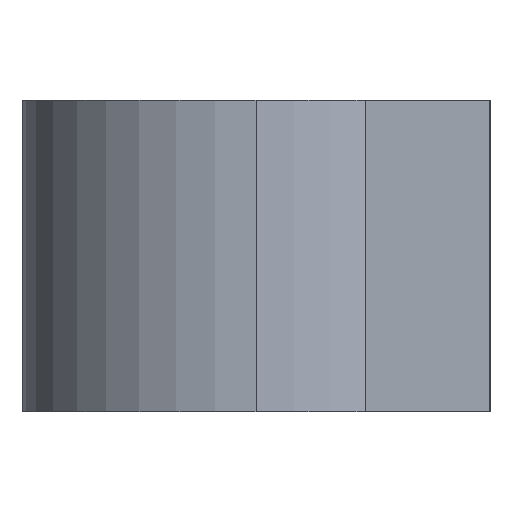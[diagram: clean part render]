
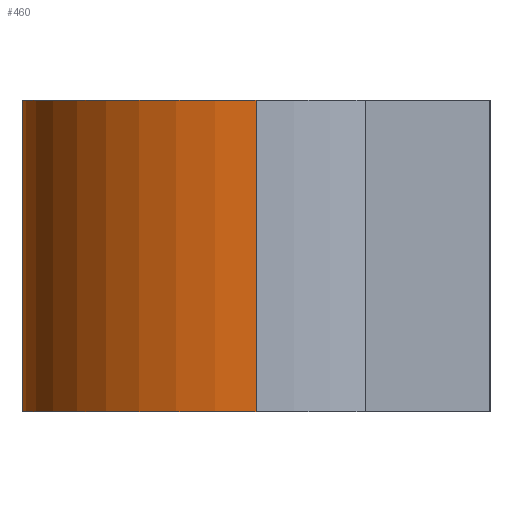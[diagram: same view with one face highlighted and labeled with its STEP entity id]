
A CAD part, left-side view. The second image highlights one B-rep face of the part: STEP entity #460.
In plain terms, the highlighted cylindrical face has radius 7.5 mm (diameter 15 mm), a partial arc.
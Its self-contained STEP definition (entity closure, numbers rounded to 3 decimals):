
#19 = AXIS2_PLACEMENT_3D ( 'NONE', #560, #558, #564 ) ;
#36 = AXIS2_PLACEMENT_3D ( 'NONE', #705, #706, #701 ) ;
#57 = CIRCLE ( 'NONE', #19, 7.5 ) ;
#100 = VECTOR ( 'NONE', #518, 1000. ) ;
#103 = VECTOR ( 'NONE', #547, 1000. ) ;
#107 = CIRCLE ( 'NONE', #110, 7.5 ) ;
#110 = AXIS2_PLACEMENT_3D ( 'NONE', #554, #553, #552 ) ;
#148 = CYLINDRICAL_SURFACE ( 'NONE', #36, 7.5 ) ;
#150 = FACE_OUTER_BOUND ( 'NONE', #336, .T. ) ;
#200 = LINE ( 'NONE', #548, #103 ) ;
#205 = LINE ( 'NONE', #503, #100 ) ;
#220 = VERTEX_POINT ( 'NONE', #496 ) ;
#227 = VERTEX_POINT ( 'NONE', #533 ) ;
#233 = VERTEX_POINT ( 'NONE', #539 ) ;
#267 = VERTEX_POINT ( 'NONE', #509 ) ;
#304 = ORIENTED_EDGE ( 'NONE', *, *, #404, .T. ) ;
#307 = ORIENTED_EDGE ( 'NONE', *, *, #406, .T. ) ;
#309 = ORIENTED_EDGE ( 'NONE', *, *, #479, .F. ) ;
#312 = ORIENTED_EDGE ( 'NONE', *, *, #401, .F. ) ;
#336 = EDGE_LOOP ( 'NONE', ( #312, #309, #307, #304 ) ) ;
#401 = EDGE_CURVE ( 'NONE', #267, #233, #205, .T. ) ;
#404 = EDGE_CURVE ( 'NONE', #227, #233, #107, .T. ) ;
#406 = EDGE_CURVE ( 'NONE', #220, #227, #200, .T. ) ;
#460 = ADVANCED_FACE ( 'NONE', ( #150 ), #148, .T. ) ;
#479 = EDGE_CURVE ( 'NONE', #220, #267, #57, .T. ) ;
#496 = CARTESIAN_POINT ( 'NONE',  ( 7.5, 15., 10. ) ) ;
#503 = CARTESIAN_POINT ( 'NONE',  ( 0., 7.5, 10. ) ) ;
#509 = CARTESIAN_POINT ( 'NONE',  ( 0., 7.5, 10. ) ) ;
#518 = DIRECTION ( 'NONE',  ( 0., 0., -1. ) ) ;
#533 = CARTESIAN_POINT ( 'NONE',  ( 7.5, 15., 0. ) ) ;
#539 = CARTESIAN_POINT ( 'NONE',  ( 0., 7.5, 0. ) ) ;
#547 = DIRECTION ( 'NONE',  ( 0., 0., -1. ) ) ;
#548 = CARTESIAN_POINT ( 'NONE',  ( 7.5, 15., 10. ) ) ;
#552 = DIRECTION ( 'NONE',  ( 1., 0., 0. ) ) ;
#553 = DIRECTION ( 'NONE',  ( 0., 0., 1. ) ) ;
#554 = CARTESIAN_POINT ( 'NONE',  ( 7.5, 7.5, 0. ) ) ;
#558 = DIRECTION ( 'NONE',  ( 0., 0., 1. ) ) ;
#560 = CARTESIAN_POINT ( 'NONE',  ( 7.5, 7.5, 10. ) ) ;
#564 = DIRECTION ( 'NONE',  ( 1., 0., 0. ) ) ;
#701 = DIRECTION ( 'NONE',  ( -1., 0., 0. ) ) ;
#705 = CARTESIAN_POINT ( 'NONE',  ( 7.5, 7.5, 10. ) ) ;
#706 = DIRECTION ( 'NONE',  ( 0., 0., -1. ) ) ;
